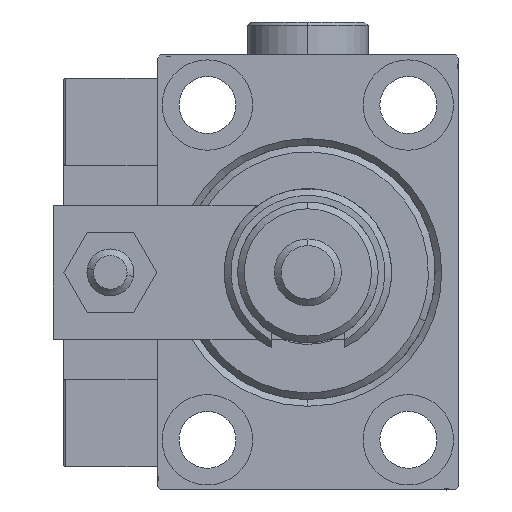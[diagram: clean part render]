
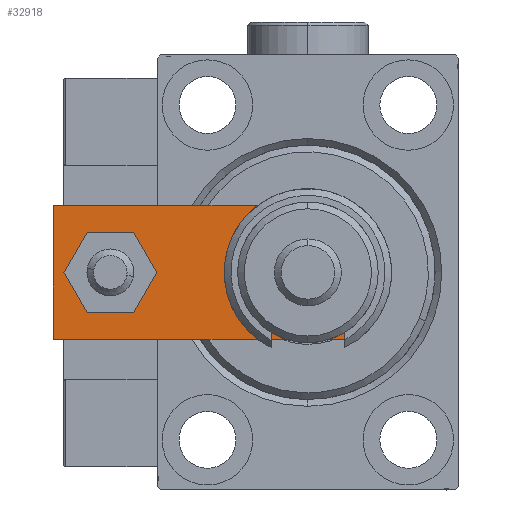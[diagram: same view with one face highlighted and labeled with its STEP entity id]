
A CAD part, left-side view. The second image highlights one B-rep face of the part: STEP entity #32918.
In plain terms, the highlighted face is planar.
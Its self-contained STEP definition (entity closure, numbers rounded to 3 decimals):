
#862 = LINE ( 'NONE', #51159, #50474 ) ;
#876 = CIRCLE ( 'NONE', #31631, 4. ) ;
#1707 = ORIENTED_EDGE ( 'NONE', *, *, #40175, .F. ) ;
#2227 = CARTESIAN_POINT ( 'NONE',  ( 10., 48., 6. ) ) ;
#2589 = DIRECTION ( 'NONE',  ( 0., 1., 0. ) ) ;
#3098 = VERTEX_POINT ( 'NONE', #51838 ) ;
#3548 = DIRECTION ( 'NONE',  ( 0., 0., 1. ) ) ;
#4524 = ORIENTED_EDGE ( 'NONE', *, *, #26255, .T. ) ;
#5283 = EDGE_LOOP ( 'NONE', ( #29975, #1707 ) ) ;
#5827 = EDGE_LOOP ( 'NONE', ( #52310, #23733 ) ) ;
#5879 = EDGE_CURVE ( 'NONE', #21427, #31462, #35351, .T. ) ;
#6087 = DIRECTION ( 'NONE',  ( 0.707, -0.707, 0. ) ) ;
#6123 = ORIENTED_EDGE ( 'NONE', *, *, #54270, .T. ) ;
#7097 = CARTESIAN_POINT ( 'NONE',  ( 2.88, -2.88, 6. ) ) ;
#7387 = VERTEX_POINT ( 'NONE', #53046 ) ;
#7402 = VERTEX_POINT ( 'NONE', #42042 ) ;
#7975 = CARTESIAN_POINT ( 'NONE',  ( 0., 0., 6. ) ) ;
#10606 = DIRECTION ( 'NONE',  ( -1., 0., 0. ) ) ;
#10879 = EDGE_CURVE ( 'NONE', #53815, #7402, #23064, .T. ) ;
#11092 = DIRECTION ( 'NONE',  ( 1., 0., 0. ) ) ;
#11282 = DIRECTION ( 'NONE',  ( 1., 0., 0. ) ) ;
#11548 = CARTESIAN_POINT ( 'NONE',  ( 0., 39.5, 6. ) ) ;
#12065 = ORIENTED_EDGE ( 'NONE', *, *, #46032, .T. ) ;
#12210 = CIRCLE ( 'NONE', #23596, 4. ) ;
#12381 = FACE_OUTER_BOUND ( 'NONE', #14368, .T. ) ;
#14292 = EDGE_CURVE ( 'NONE', #3098, #7387, #876, .T. ) ;
#14368 = EDGE_LOOP ( 'NONE', ( #4524, #29519, #6123, #50503, #12065, #28512 ) ) ;
#14750 = CARTESIAN_POINT ( 'NONE',  ( 0., 10., 6. ) ) ;
#15841 = CARTESIAN_POINT ( 'NONE',  ( -5.76, 0., 6. ) ) ;
#15997 = CARTESIAN_POINT ( 'NONE',  ( 7.25, 10., 6. ) ) ;
#16044 = AXIS2_PLACEMENT_3D ( 'NONE', #7975, #36854, #28876 ) ;
#16900 = CARTESIAN_POINT ( 'NONE',  ( -10., 48., 6. ) ) ;
#18660 = CARTESIAN_POINT ( 'NONE',  ( 0., 10., 6. ) ) ;
#19083 = DIRECTION ( 'NONE',  ( 1., 0., 0. ) ) ;
#19695 = CARTESIAN_POINT ( 'NONE',  ( 5.76, 0., 6. ) ) ;
#20709 = CIRCLE ( 'NONE', #32994, 7.25 ) ;
#21427 = VERTEX_POINT ( 'NONE', #2227 ) ;
#22726 = DIRECTION ( 'NONE',  ( 0., 0., 1. ) ) ;
#22752 = VERTEX_POINT ( 'NONE', #15997 ) ;
#22754 = VECTOR ( 'NONE', #39826, 1000. ) ;
#22786 = CARTESIAN_POINT ( 'NONE',  ( -7.25, 10., 6. ) ) ;
#23064 = LINE ( 'NONE', #7097, #22754 ) ;
#23315 = CARTESIAN_POINT ( 'NONE',  ( -10., 48., 6. ) ) ;
#23596 = AXIS2_PLACEMENT_3D ( 'NONE', #11548, #3548, #11282 ) ;
#23733 = ORIENTED_EDGE ( 'NONE', *, *, #52466, .F. ) ;
#26255 = EDGE_CURVE ( 'NONE', #31462, #40815, #37531, .T. ) ;
#26955 = CIRCLE ( 'NONE', #39227, 7.25 ) ;
#28144 = CARTESIAN_POINT ( 'NONE',  ( -10., 4.24, 6. ) ) ;
#28512 = ORIENTED_EDGE ( 'NONE', *, *, #5879, .T. ) ;
#28876 = DIRECTION ( 'NONE',  ( 1., 0., 0. ) ) ;
#29098 = VERTEX_POINT ( 'NONE', #15841 ) ;
#29153 = FACE_BOUND ( 'NONE', #5827, .T. ) ;
#29519 = ORIENTED_EDGE ( 'NONE', *, *, #37906, .T. ) ;
#29975 = ORIENTED_EDGE ( 'NONE', *, *, #41668, .F. ) ;
#31462 = VERTEX_POINT ( 'NONE', #23315 ) ;
#31631 = AXIS2_PLACEMENT_3D ( 'NONE', #31996, #48738, #11092 ) ;
#31996 = CARTESIAN_POINT ( 'NONE',  ( 0., 39.5, 6. ) ) ;
#32918 = ADVANCED_FACE ( 'NONE', ( #29153, #12381, #45625 ), #50013, .T. ) ;
#32994 = AXIS2_PLACEMENT_3D ( 'NONE', #18660, #35431, #52153 ) ;
#35351 = LINE ( 'NONE', #51534, #42718 ) ;
#35377 = DIRECTION ( 'NONE',  ( 1., 0., 0. ) ) ;
#35431 = DIRECTION ( 'NONE',  ( 0., 0., 1. ) ) ;
#36663 = LINE ( 'NONE', #53667, #39244 ) ;
#36854 = DIRECTION ( 'NONE',  ( 0., 0., 1. ) ) ;
#36930 = LINE ( 'NONE', #41035, #51736 ) ;
#37531 = LINE ( 'NONE', #16900, #53611 ) ;
#37906 = EDGE_CURVE ( 'NONE', #40815, #29098, #862, .T. ) ;
#39227 = AXIS2_PLACEMENT_3D ( 'NONE', #14750, #22726, #35377 ) ;
#39244 = VECTOR ( 'NONE', #2589, 1000. ) ;
#39826 = DIRECTION ( 'NONE',  ( 0.707, 0.707, 0. ) ) ;
#40175 = EDGE_CURVE ( 'NONE', #22752, #51649, #20709, .T. ) ;
#40815 = VERTEX_POINT ( 'NONE', #28144 ) ;
#41035 = CARTESIAN_POINT ( 'NONE',  ( -10., 0., 6. ) ) ;
#41668 = EDGE_CURVE ( 'NONE', #51649, #22752, #26955, .T. ) ;
#42042 = CARTESIAN_POINT ( 'NONE',  ( 10., 4.24, 6. ) ) ;
#42718 = VECTOR ( 'NONE', #10606, 1000. ) ;
#45625 = FACE_BOUND ( 'NONE', #5283, .T. ) ;
#46032 = EDGE_CURVE ( 'NONE', #7402, #21427, #36663, .T. ) ;
#48738 = DIRECTION ( 'NONE',  ( 0., 0., 1. ) ) ;
#50013 = PLANE ( 'NONE',  #16044 ) ;
#50474 = VECTOR ( 'NONE', #6087, 1000. ) ;
#50503 = ORIENTED_EDGE ( 'NONE', *, *, #10879, .T. ) ;
#51159 = CARTESIAN_POINT ( 'NONE',  ( -2.88, -2.88, 6. ) ) ;
#51534 = CARTESIAN_POINT ( 'NONE',  ( 10., 48., 6. ) ) ;
#51649 = VERTEX_POINT ( 'NONE', #22786 ) ;
#51736 = VECTOR ( 'NONE', #19083, 1000. ) ;
#51838 = CARTESIAN_POINT ( 'NONE',  ( -4., 39.5, 6. ) ) ;
#52153 = DIRECTION ( 'NONE',  ( 1., 0., 0. ) ) ;
#52310 = ORIENTED_EDGE ( 'NONE', *, *, #14292, .F. ) ;
#52466 = EDGE_CURVE ( 'NONE', #7387, #3098, #12210, .T. ) ;
#53046 = CARTESIAN_POINT ( 'NONE',  ( 4., 39.5, 6. ) ) ;
#53611 = VECTOR ( 'NONE', #54263, 1000. ) ;
#53667 = CARTESIAN_POINT ( 'NONE',  ( 10., 0., 6. ) ) ;
#53815 = VERTEX_POINT ( 'NONE', #19695 ) ;
#54263 = DIRECTION ( 'NONE',  ( 0., -1., 0. ) ) ;
#54270 = EDGE_CURVE ( 'NONE', #29098, #53815, #36930, .T. ) ;
